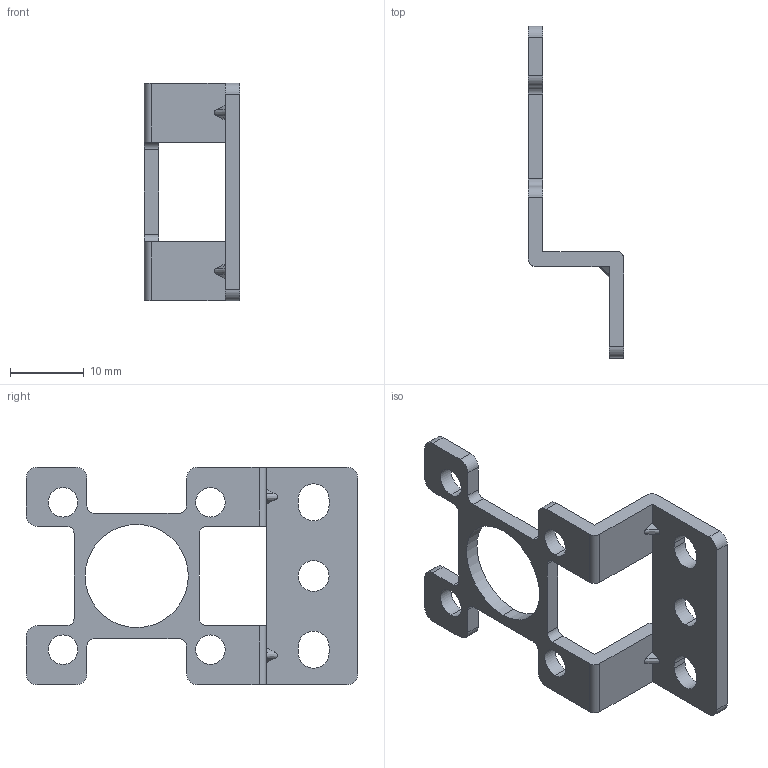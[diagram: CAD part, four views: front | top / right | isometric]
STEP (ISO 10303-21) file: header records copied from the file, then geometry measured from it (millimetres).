
FILE_DESCRIPTION((''),'2;1');
FILE_NAME('I-0352-A1_SW0001','2019-05-03T',('Stark'),(''),'CREO PARAMETRIC BY PTC INC, 2014500','CREO PARAMETRIC BY PTC INC, 2014500','');
FILE_SCHEMA(('CONFIG_CONTROL_DESIGN'));
Length unit declared in the file: millimetre
Products named in the file (1): I-0352-A1_SW0001
Bounding box: 13 x 45 x 29.5 mm (x, y, z)
Surface area: 2530.9 mm2 (no closed solid volume)
Topology: 0 solids, 1 shells, 82 faces, 248 edges, 162 vertices
Faces by surface type: cylinder 40, plane 32, bspline 10
Entity records: 3028 total; most frequent: CARTESIAN_POINT 722, ORIENTED_EDGE 488, DIRECTION 456, EDGE_CURVE 244, VERTEX_POINT 162, VECTOR 160, LINE 160, AXIS2_PLACEMENT_3D 148
